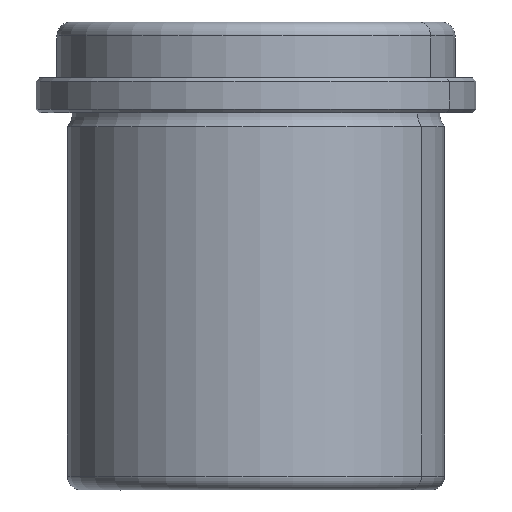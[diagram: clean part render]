
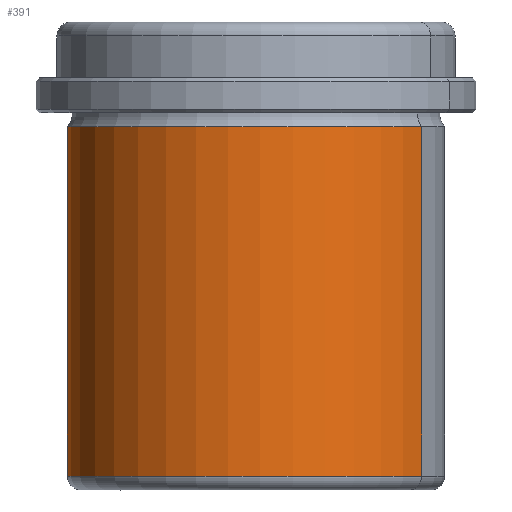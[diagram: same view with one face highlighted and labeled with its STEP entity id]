
A CAD part, front view. The second image highlights one B-rep face of the part: STEP entity #391.
In plain terms, the highlighted cylindrical face has radius 27 mm (diameter 54 mm), a partial arc.
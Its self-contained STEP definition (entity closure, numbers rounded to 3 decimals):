
#322=CARTESIAN_POINT('Vertex',(23.695,-12.944,-52.)) ;
#325=CARTESIAN_POINT('Axis2P3D Location',(0.,0.,-52.)) ;
#329=CARTESIAN_POINT('Vertex',(-23.695,12.944,-52.)) ;
#361=CARTESIAN_POINT('Axis2P3D Location',(0.,0.,-20.5)) ;
#366=CARTESIAN_POINT('Line Origine',(23.695,-12.944,-28.)) ;
#370=CARTESIAN_POINT('Vertex',(23.695,-12.944,-2.)) ;
#373=CARTESIAN_POINT('Axis2P3D Location',(0.,0.,-2.)) ;
#377=CARTESIAN_POINT('Vertex',(-23.695,12.944,-2.)) ;
#380=CARTESIAN_POINT('Line Origine',(-23.695,12.944,-28.)) ;
#326=DIRECTION('Axis2P3D Direction',(0.,0.,-1.)) ;
#362=DIRECTION('Axis2P3D Direction',(0.,0.,-1.)) ;
#363=DIRECTION('Axis2P3D XDirection',(-0.878,0.479,-0.)) ;
#367=DIRECTION('Vector Direction',(0.,0.,-1.)) ;
#374=DIRECTION('Axis2P3D Direction',(0.,0.,-1.)) ;
#381=DIRECTION('Vector Direction',(0.,0.,-1.)) ;
#327=AXIS2_PLACEMENT_3D('Circle Axis2P3D',#325,#326,$) ;
#364=AXIS2_PLACEMENT_3D('Cylinder Axis2P3D',#361,#362,#363) ;
#375=AXIS2_PLACEMENT_3D('Circle Axis2P3D',#373,#374,$) ;
#386=ORIENTED_EDGE('',*,*,#372,.T.) ;
#387=ORIENTED_EDGE('',*,*,#379,.T.) ;
#388=ORIENTED_EDGE('',*,*,#384,.F.) ;
#389=ORIENTED_EDGE('',*,*,#331,.F.) ;
#368=VECTOR('Line Direction',#367,1.) ;
#382=VECTOR('Line Direction',#381,1.) ;
#391=ADVANCED_FACE('PartBody',(#390),#365,.T.) ;
#328=CIRCLE('generated circle',#327,27.) ;
#376=CIRCLE('generated circle',#375,27.) ;
#365=CYLINDRICAL_SURFACE('generated cylinder',#364,27.) ;
#331=EDGE_CURVE('',#323,#330,#328,.T.) ;
#372=EDGE_CURVE('',#323,#371,#369,.F.) ;
#379=EDGE_CURVE('',#371,#378,#376,.T.) ;
#384=EDGE_CURVE('',#330,#378,#383,.F.) ;
#385=EDGE_LOOP('',(#386,#387,#388,#389)) ;
#390=FACE_OUTER_BOUND('',#385,.T.) ;
#369=LINE('Line',#366,#368) ;
#383=LINE('Line',#380,#382) ;
#323=VERTEX_POINT('',#322) ;
#330=VERTEX_POINT('',#329) ;
#371=VERTEX_POINT('',#370) ;
#378=VERTEX_POINT('',#377) ;
